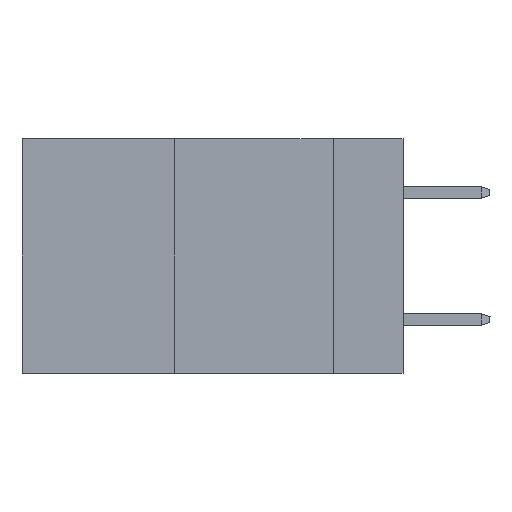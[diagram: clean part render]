
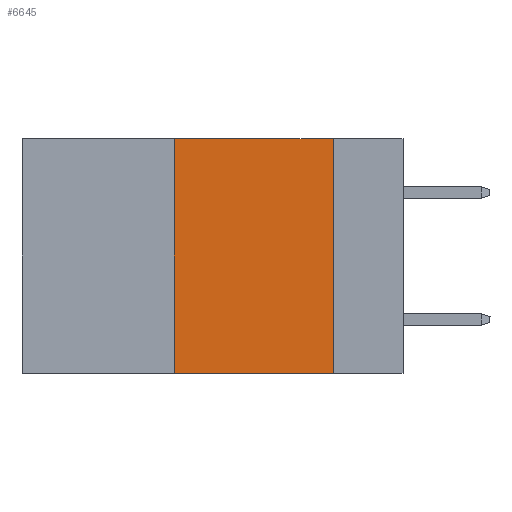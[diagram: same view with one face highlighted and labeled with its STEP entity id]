
A CAD part, left-side view. The second image highlights one B-rep face of the part: STEP entity #6645.
In plain terms, the highlighted planar face has unit normal (-1, 0, 0).
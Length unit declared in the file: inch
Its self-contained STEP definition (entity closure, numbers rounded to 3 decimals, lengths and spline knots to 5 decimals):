
#234 = AXIS2_PLACEMENT_3D ( 'NONE', #743, #4264, #2186 ) ;
#425 = VERTEX_POINT ( 'NONE', #5686 ) ;
#743 = CARTESIAN_POINT ( 'NONE',  ( 0., 0.6, 0. ) ) ;
#771 = EDGE_LOOP ( 'NONE', ( #10255, #13707, #2222, #4159 ) ) ;
#1295 = LINE ( 'NONE', #9429, #10746 ) ;
#2186 = DIRECTION ( 'NONE',  ( 0., 0., -1. ) ) ;
#2222 = ORIENTED_EDGE ( 'NONE', *, *, #7301, .F. ) ;
#2352 = CARTESIAN_POINT ( 'NONE',  ( 0., 0.36, 0. ) ) ;
#2572 = VERTEX_POINT ( 'NONE', #9922 ) ;
#3354 = CARTESIAN_POINT ( 'NONE',  ( 0., 0.36, -0.37 ) ) ;
#3435 = LINE ( 'NONE', #13765, #13384 ) ;
#4159 = ORIENTED_EDGE ( 'NONE', *, *, #11566, .T. ) ;
#4264 = DIRECTION ( 'NONE',  ( 1., 0., 0. ) ) ;
#4306 = VERTEX_POINT ( 'NONE', #3354 ) ;
#4581 = VECTOR ( 'NONE', #7147, 39.37008 ) ;
#5686 = CARTESIAN_POINT ( 'NONE',  ( 0., 0.11, -0.37 ) ) ;
#5945 = LINE ( 'NONE', #2352, #4581 ) ;
#6359 = CARTESIAN_POINT ( 'NONE',  ( 0., 0.36, 0. ) ) ;
#6504 = PLANE ( 'NONE',  #234 ) ;
#6645 = ADVANCED_FACE ( 'NONE', ( #11111 ), #6504, .F. ) ;
#6658 = DIRECTION ( 'NONE',  ( 0., -1., 0. ) ) ;
#7147 = DIRECTION ( 'NONE',  ( 0., 0., 1. ) ) ;
#7301 = EDGE_CURVE ( 'NONE', #4306, #11433, #5945, .T. ) ;
#8192 = CARTESIAN_POINT ( 'NONE',  ( 0., 0.11, 0. ) ) ;
#9429 = CARTESIAN_POINT ( 'NONE',  ( 0., 0.6, 0. ) ) ;
#9922 = CARTESIAN_POINT ( 'NONE',  ( 0., 0.11, 0. ) ) ;
#10183 = EDGE_CURVE ( 'NONE', #2572, #425, #12962, .T. ) ;
#10255 = ORIENTED_EDGE ( 'NONE', *, *, #10183, .F. ) ;
#10746 = VECTOR ( 'NONE', #13068, 39.37008 ) ;
#11111 = FACE_OUTER_BOUND ( 'NONE', #771, .T. ) ;
#11433 = VERTEX_POINT ( 'NONE', #6359 ) ;
#11566 = EDGE_CURVE ( 'NONE', #4306, #425, #3435, .T. ) ;
#11897 = DIRECTION ( 'NONE',  ( 0., 0., -1. ) ) ;
#12137 = VECTOR ( 'NONE', #11897, 39.37008 ) ;
#12962 = LINE ( 'NONE', #8192, #12137 ) ;
#13068 = DIRECTION ( 'NONE',  ( 0., -1., 0. ) ) ;
#13384 = VECTOR ( 'NONE', #6658, 39.37008 ) ;
#13465 = EDGE_CURVE ( 'NONE', #11433, #2572, #1295, .T. ) ;
#13707 = ORIENTED_EDGE ( 'NONE', *, *, #13465, .F. ) ;
#13765 = CARTESIAN_POINT ( 'NONE',  ( 0., 0.6, -0.37 ) ) ;
